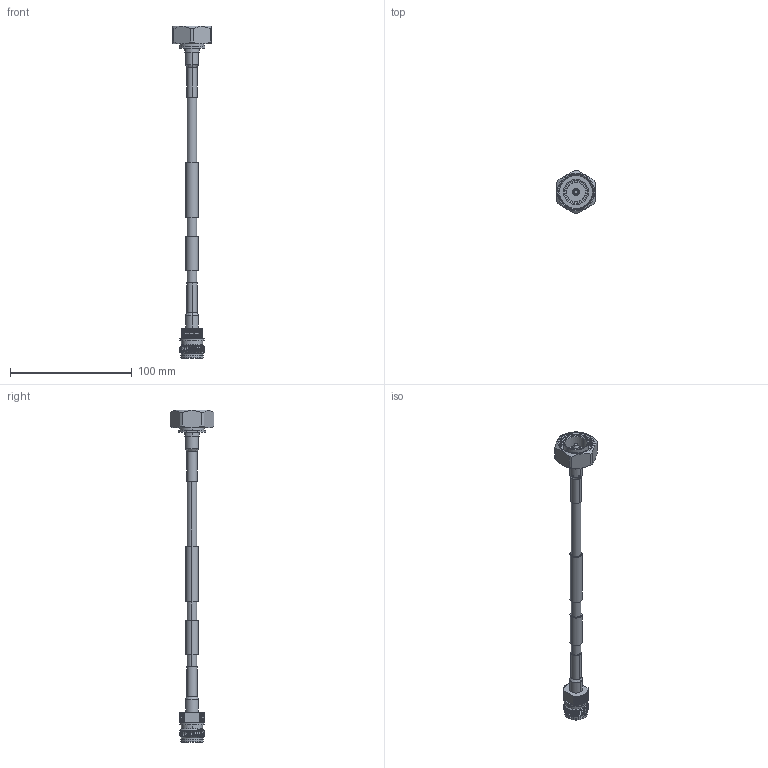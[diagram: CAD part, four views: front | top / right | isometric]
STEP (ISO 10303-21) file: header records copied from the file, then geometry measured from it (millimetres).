
FILE_DESCRIPTION (( 'STEP AP214' ), '1' );
FILE_NAME ('FMCA2555.step', '2021-10-05T16:00:30', ( '' ), ( '' ), 'SwSTEP 2.0', 'SolidWorks 2021', '' );
FILE_SCHEMA (( 'AUTOMOTIVE_DESIGN' ));
Length unit declared in the file: inch
Products named in the file (5): FMCA2555; Heat Shrink^FMCA2555; SPO-250^FMCA2555; TC-250-4310F-LP^FMCA2555; TC-250-716M-LP^FMCA2555
Assembly tree (5 placements, depth 2):
  FMCA2555
    SPO-250^FMCA2555
    Heat Shrink^FMCA2555  x2
    TC-250-716M-LP^FMCA2555
    TC-250-4310F-LP^FMCA2555
Bounding box: 31.75 x 35.58 x 272.53 mm (x, y, z)
Volume: 27712.2 mm3; surface area: 19115.7 mm2
Topology: 6 solids, 7 shells, 463 faces, 1083 edges, 652 vertices
Faces by surface type: plane 182, cylinder 147, cone 124, bspline 10
Entity records: 15963 total; most frequent: CARTESIAN_POINT 5662, ORIENTED_EDGE 2130, DIRECTION 2099, EDGE_CURVE 1065, AXIS2_PLACEMENT_3D 856, VERTEX_POINT 644, EDGE_LOOP 481, FACE_OUTER_BOUND 455
